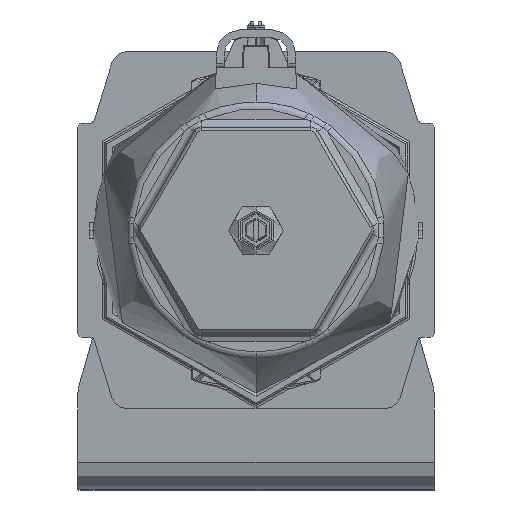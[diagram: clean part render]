
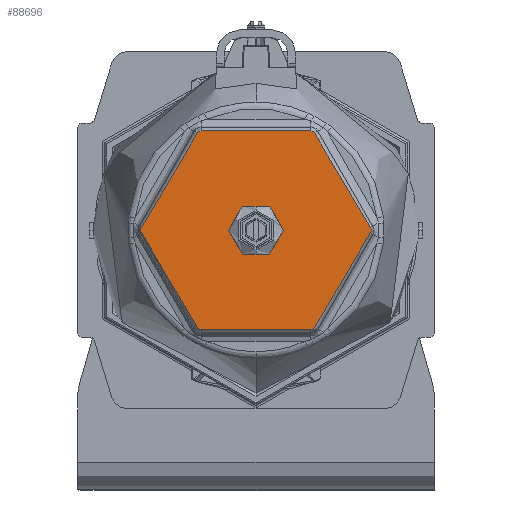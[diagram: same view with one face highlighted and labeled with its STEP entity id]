
A CAD part, front view. The second image highlights one B-rep face of the part: STEP entity #88696.
In plain terms, the highlighted planar face has unit normal (0, -1, 0).
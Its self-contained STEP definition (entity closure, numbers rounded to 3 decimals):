
#20 = CARTESIAN_POINT ( 'NONE',  ( 13.856, 0.5, -24. ) ) ;
#172 = CARTESIAN_POINT ( 'NONE',  ( -28.853, 0.5, 0.671 ) ) ;
#4172 = CARTESIAN_POINT ( 'NONE',  ( -23.606, 0.5, 9.581 ) ) ;
#5671 = EDGE_CURVE ( 'NONE', #114194, #107631, #83321, .T. ) ;
#6457 = DIRECTION ( 'NONE',  ( -1., 0., 0. ) ) ;
#6674 = VERTEX_POINT ( 'NONE', #77769 ) ;
#8862 = CARTESIAN_POINT ( 'NONE',  ( 27.713, 0.5, 0. ) ) ;
#9097 = DIRECTION ( 'NONE',  ( 0., 0., 1. ) ) ;
#11737 =( BOUNDED_CURVE ( )  B_SPLINE_CURVE ( 3, ( #76294, #13259, #4172, #22286 ),
 .UNSPECIFIED., .F., .F. ) 
 B_SPLINE_CURVE_WITH_KNOTS ( ( 4, 4 ),
 ( 3.687, 3.864 ),
 .UNSPECIFIED. ) 
 CURVE ( )  GEOMETRIC_REPRESENTATION_ITEM ( )  RATIONAL_B_SPLINE_CURVE ( ( 1., 0.997, 0.997, 1. ) ) 
 REPRESENTATION_ITEM ( '' )  );
#12499 = CARTESIAN_POINT ( 'NONE',  ( -30.022, 0.5, -25.038 ) ) ;
#13259 = CARTESIAN_POINT ( 'NONE',  ( -18.893, 0.5, 17.555 ) ) ;
#14647 = VECTOR ( 'NONE', #111451, 1000. ) ;
#14918 = VERTEX_POINT ( 'NONE', #39883 ) ;
#16062 = PLANE ( 'NONE',  #25626 ) ;
#17975 = DIRECTION ( 'NONE',  ( 0., 0., 1. ) ) ;
#18164 = AXIS2_PLACEMENT_3D ( 'NONE', #8862, #71965, #17975 ) ;
#18929 = ORIENTED_EDGE ( 'NONE', *, *, #55616, .T. ) ;
#19347 = CARTESIAN_POINT ( 'NONE',  ( 13.856, 0.5, 25.038 ) ) ;
#20181 = CARTESIAN_POINT ( 'NONE',  ( -13.856, 0.5, 24. ) ) ;
#21731 = CARTESIAN_POINT ( 'NONE',  ( 23.606, 0.5, 9.581 ) ) ;
#22286 = CARTESIAN_POINT ( 'NONE',  ( -28.853, 0.5, 0.671 ) ) ;
#22758 = CARTESIAN_POINT ( 'NONE',  ( -13.856, 0.5, -25.038 ) ) ;
#22759 = CARTESIAN_POINT ( 'NONE',  ( 28.853, 0.5, 0.671 ) ) ;
#23221 = VERTEX_POINT ( 'NONE', #22759 ) ;
#23654 = EDGE_CURVE ( 'NONE', #62835, #29392, #115871, .T. ) ;
#24422 = ORIENTED_EDGE ( 'NONE', *, *, #44817, .T. ) ;
#24968 = CARTESIAN_POINT ( 'NONE',  ( -14.749, 0.5, 24.53 ) ) ;
#25626 = AXIS2_PLACEMENT_3D ( 'NONE', #105957, #97245, #43191 ) ;
#27869 = CIRCLE ( 'NONE', #112628, 1.038 ) ;
#29070 = CARTESIAN_POINT ( 'NONE',  ( 28.853, 0.5, -0.671 ) ) ;
#29215 = DIRECTION ( 'NONE',  ( 0., 0., 1. ) ) ;
#29392 = VERTEX_POINT ( 'NONE', #74614 ) ;
#29790 = EDGE_CURVE ( 'NONE', #14918, #6674, #69016, .T. ) ;
#33100 = ORIENTED_EDGE ( 'NONE', *, *, #39037, .T. ) ;
#38147 =( BOUNDED_CURVE ( )  B_SPLINE_CURVE ( 3, ( #82695, #74040, #83071, #29070 ),
 .UNSPECIFIED., .F., .F. ) 
 B_SPLINE_CURVE_WITH_KNOTS ( ( 4, 4 ),
 ( 0.546, 0.723 ),
 .UNSPECIFIED. ) 
 CURVE ( )  GEOMETRIC_REPRESENTATION_ITEM ( )  RATIONAL_B_SPLINE_CURVE ( ( 1., 0.997, 0.997, 1. ) ) 
 REPRESENTATION_ITEM ( '' )  );
#38357 = CARTESIAN_POINT ( 'NONE',  ( 14.749, 0.5, 24.53 ) ) ;
#39037 = EDGE_CURVE ( 'NONE', #106235, #54961, #11737, .T. ) ;
#39458 = CARTESIAN_POINT ( 'NONE',  ( 28.853, 0.5, 0.671 ) ) ;
#39653 = AXIS2_PLACEMENT_3D ( 'NONE', #20, #63063, #9097 ) ;
#39848 = CARTESIAN_POINT ( 'NONE',  ( 18.893, 0.5, 17.555 ) ) ;
#39883 = CARTESIAN_POINT ( 'NONE',  ( 13.856, 0.5, -25.038 ) ) ;
#40385 = EDGE_LOOP ( 'NONE', ( #24422, #84884, #55110, #33100, #18929, #65705, #74463, #51504, #116390, #104708, #94279, #107194 ) ) ;
#41188 = EDGE_CURVE ( 'NONE', #56862, #14918, #62583, .T. ) ;
#43191 = DIRECTION ( 'NONE',  ( 0., 0., 1. ) ) ;
#43331 = CARTESIAN_POINT ( 'NONE',  ( -13.856, 0.5, -24. ) ) ;
#44339 = DIRECTION ( 'NONE',  ( 0., -1., 0. ) ) ;
#44644 = EDGE_CURVE ( 'NONE', #29392, #56862, #27869, .T. ) ;
#44817 = EDGE_CURVE ( 'NONE', #50141, #114194, #104039, .T. ) ;
#45696 = DIRECTION ( 'NONE',  ( 0., -1., 0. ) ) ;
#45989 =( BOUNDED_CURVE ( )  B_SPLINE_CURVE ( 3, ( #39458, #21731, #39848, #102977 ),
 .UNSPECIFIED., .F., .F. ) 
 B_SPLINE_CURVE_WITH_KNOTS ( ( 4, 4 ),
 ( 5.561, 5.738 ),
 .UNSPECIFIED. ) 
 CURVE ( )  GEOMETRIC_REPRESENTATION_ITEM ( )  RATIONAL_B_SPLINE_CURVE ( ( 1., 0.997, 0.997, 1. ) ) 
 REPRESENTATION_ITEM ( '' )  );
#50141 = VERTEX_POINT ( 'NONE', #38357 ) ;
#51504 = ORIENTED_EDGE ( 'NONE', *, *, #41188, .T. ) ;
#52387 = DIRECTION ( 'NONE',  ( 0., 0., 1. ) ) ;
#54961 = VERTEX_POINT ( 'NONE', #172 ) ;
#55110 = ORIENTED_EDGE ( 'NONE', *, *, #79048, .T. ) ;
#55616 = EDGE_CURVE ( 'NONE', #54961, #62835, #106361, .T. ) ;
#56862 = VERTEX_POINT ( 'NONE', #22758 ) ;
#59327 = VECTOR ( 'NONE', #6457, 1000. ) ;
#61955 = AXIS2_PLACEMENT_3D ( 'NONE', #99769, #45696, #108858 ) ;
#62583 = LINE ( 'NONE', #12499, #14647 ) ;
#62835 = VERTEX_POINT ( 'NONE', #111008 ) ;
#63063 = DIRECTION ( 'NONE',  ( 0., -1., 0. ) ) ;
#65490 = VERTEX_POINT ( 'NONE', #116487 ) ;
#65705 = ORIENTED_EDGE ( 'NONE', *, *, #23654, .T. ) ;
#69016 = CIRCLE ( 'NONE', #39653, 1.038 ) ;
#71965 = DIRECTION ( 'NONE',  ( 0., -1., 0. ) ) ;
#74040 = CARTESIAN_POINT ( 'NONE',  ( 18.893, 0.5, -17.555 ) ) ;
#74463 = ORIENTED_EDGE ( 'NONE', *, *, #44644, .T. ) ;
#74614 = CARTESIAN_POINT ( 'NONE',  ( -14.749, 0.5, -24.53 ) ) ;
#76294 = CARTESIAN_POINT ( 'NONE',  ( -14.749, 0.5, 24.53 ) ) ;
#77019 = CARTESIAN_POINT ( 'NONE',  ( -28.853, 0.5, -0.671 ) ) ;
#77769 = CARTESIAN_POINT ( 'NONE',  ( 14.749, 0.5, -24.53 ) ) ;
#79048 = EDGE_CURVE ( 'NONE', #107631, #106235, #100648, .T. ) ;
#80184 = CARTESIAN_POINT ( 'NONE',  ( -18.893, 0.5, -17.555 ) ) ;
#81973 = CARTESIAN_POINT ( 'NONE',  ( -14.749, 0.5, -24.53 ) ) ;
#82695 = CARTESIAN_POINT ( 'NONE',  ( 14.749, 0.5, -24.53 ) ) ;
#83071 = CARTESIAN_POINT ( 'NONE',  ( 23.606, 0.5, -9.581 ) ) ;
#83224 = DIRECTION ( 'NONE',  ( 0., -1., 0. ) ) ;
#83321 = LINE ( 'NONE', #87243, #59327 ) ;
#84884 = ORIENTED_EDGE ( 'NONE', *, *, #5671, .T. ) ;
#87243 = CARTESIAN_POINT ( 'NONE',  ( 15.011, 0.5, 25.038 ) ) ;
#87377 = EDGE_CURVE ( 'NONE', #23221, #50141, #45989, .T. ) ;
#88696 = ADVANCED_FACE ( 'NONE', ( #94099 ), #16062, .F. ) ;
#90836 = AXIS2_PLACEMENT_3D ( 'NONE', #98408, #44339, #107506 ) ;
#92731 = EDGE_CURVE ( 'NONE', #6674, #65490, #38147, .T. ) ;
#94099 = FACE_OUTER_BOUND ( 'NONE', #40385, .T. ) ;
#94279 = ORIENTED_EDGE ( 'NONE', *, *, #98878, .T. ) ;
#95417 = CIRCLE ( 'NONE', #18164, 1.323 ) ;
#97245 = DIRECTION ( 'NONE',  ( 0., 1., 0. ) ) ;
#98408 = CARTESIAN_POINT ( 'NONE',  ( -27.713, 0.5, 0. ) ) ;
#98878 = EDGE_CURVE ( 'NONE', #65490, #23221, #95417, .T. ) ;
#99769 = CARTESIAN_POINT ( 'NONE',  ( 13.856, 0.5, 24. ) ) ;
#100648 = CIRCLE ( 'NONE', #117055, 1.038 ) ;
#102977 = CARTESIAN_POINT ( 'NONE',  ( 14.749, 0.5, 24.53 ) ) ;
#104039 = CIRCLE ( 'NONE', #61955, 1.038 ) ;
#104708 = ORIENTED_EDGE ( 'NONE', *, *, #92731, .T. ) ;
#105957 = CARTESIAN_POINT ( 'NONE',  ( 40.573, 0.5, -41. ) ) ;
#106235 = VERTEX_POINT ( 'NONE', #24968 ) ;
#106361 = CIRCLE ( 'NONE', #90836, 1.323 ) ;
#106490 = DIRECTION ( 'NONE',  ( 0., -1., 0. ) ) ;
#107194 = ORIENTED_EDGE ( 'NONE', *, *, #87377, .T. ) ;
#107506 = DIRECTION ( 'NONE',  ( 0., 0., 1. ) ) ;
#107631 = VERTEX_POINT ( 'NONE', #109123 ) ;
#108858 = DIRECTION ( 'NONE',  ( 0., 0., 1. ) ) ;
#109123 = CARTESIAN_POINT ( 'NONE',  ( -13.856, 0.5, 25.038 ) ) ;
#111008 = CARTESIAN_POINT ( 'NONE',  ( -28.853, 0.5, -0.671 ) ) ;
#111451 = DIRECTION ( 'NONE',  ( 1., 0., 0. ) ) ;
#112628 = AXIS2_PLACEMENT_3D ( 'NONE', #43331, #106490, #52387 ) ;
#114194 = VERTEX_POINT ( 'NONE', #19347 ) ;
#115871 =( BOUNDED_CURVE ( )  B_SPLINE_CURVE ( 3, ( #77019, #116093, #80184, #81973 ),
 .UNSPECIFIED., .F., .F. ) 
 B_SPLINE_CURVE_WITH_KNOTS ( ( 4, 4 ),
 ( 2.419, 2.596 ),
 .UNSPECIFIED. ) 
 CURVE ( )  GEOMETRIC_REPRESENTATION_ITEM ( )  RATIONAL_B_SPLINE_CURVE ( ( 1., 0.997, 0.997, 1. ) ) 
 REPRESENTATION_ITEM ( '' )  );
#116093 = CARTESIAN_POINT ( 'NONE',  ( -23.606, 0.5, -9.581 ) ) ;
#116390 = ORIENTED_EDGE ( 'NONE', *, *, #29790, .T. ) ;
#116487 = CARTESIAN_POINT ( 'NONE',  ( 28.853, 0.5, -0.671 ) ) ;
#117055 = AXIS2_PLACEMENT_3D ( 'NONE', #20181, #83224, #29215 ) ;
